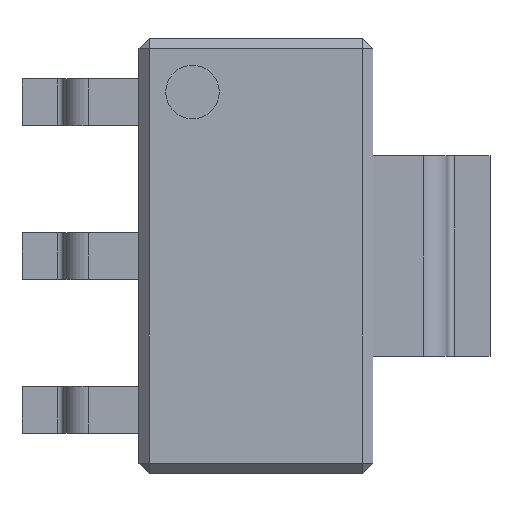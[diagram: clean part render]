
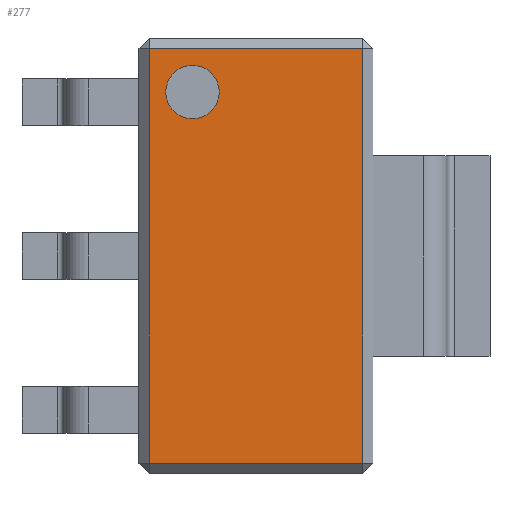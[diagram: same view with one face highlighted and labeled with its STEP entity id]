
A CAD part, top view. The second image highlights one B-rep face of the part: STEP entity #277.
In plain terms, the highlighted planar face has unit normal (0, 0, 1).
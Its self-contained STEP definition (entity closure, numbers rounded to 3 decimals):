
#13=DIRECTION('',(0.,0.,1.));
#14=DIRECTION('',(1.,0.,0.));
#72=VECTOR('',#73,1.);
#73=DIRECTION('',(0.,1.,0.));
#147=VERTEX_POINT('',#148);
#148=CARTESIAN_POINT('',(-1.6,-3.1,1.8));
#155=VERTEX_POINT('',#156);
#156=CARTESIAN_POINT('',(-1.6,3.1,1.8));
#161=ORIENTED_EDGE('',*,*,#162,.F.);
#162=EDGE_CURVE('',#147,#155,#163,.T.);
#163=LINE('',#164,#72);
#164=CARTESIAN_POINT('',(-1.6,-3.25,1.8));
#234=VECTOR('',#14,1.);
#277=ADVANCED_FACE('',(#278,#296),#305,.T.);
#278=FACE_BOUND('',#279,.T.);
#279=EDGE_LOOP('',(#161,#280,#286,#292));
#280=ORIENTED_EDGE('',*,*,#281,.T.);
#281=EDGE_CURVE('',#147,#282,#284,.T.);
#282=VERTEX_POINT('',#283);
#283=CARTESIAN_POINT('',(1.6,-3.1,1.8));
#284=LINE('',#285,#234);
#285=CARTESIAN_POINT('',(-1.75,-3.1,1.8));
#286=ORIENTED_EDGE('',*,*,#287,.T.);
#287=EDGE_CURVE('',#282,#288,#290,.T.);
#288=VERTEX_POINT('',#289);
#289=CARTESIAN_POINT('',(1.6,3.1,1.8));
#290=LINE('',#291,#72);
#291=CARTESIAN_POINT('',(1.6,-3.25,1.8));
#292=ORIENTED_EDGE('',*,*,#293,.F.);
#293=EDGE_CURVE('',#155,#288,#294,.T.);
#294=LINE('',#295,#234);
#295=CARTESIAN_POINT('',(-1.75,3.1,1.8));
#296=FACE_BOUND('',#297,.T.);
#297=EDGE_LOOP('',(#298));
#298=ORIENTED_EDGE('',*,*,#299,.F.);
#299=EDGE_CURVE('',#300,#300,#302,.T.);
#300=VERTEX_POINT('',#301);
#301=CARTESIAN_POINT('',(-0.55,2.45,1.8));
#302=CIRCLE('',#303,0.4);
#303=AXIS2_PLACEMENT_3D('',#304,#13,#14);
#304=CARTESIAN_POINT('',(-0.95,2.45,1.8));
#305=PLANE('',#306);
#306=AXIS2_PLACEMENT_3D('',#307,#13,#14);
#307=CARTESIAN_POINT('',(-1.75,-3.25,1.8));
